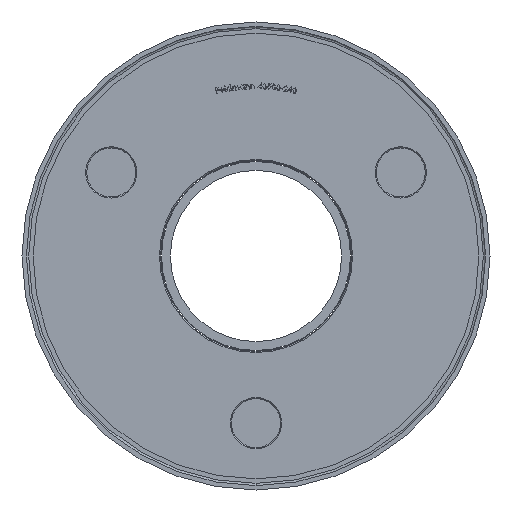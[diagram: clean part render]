
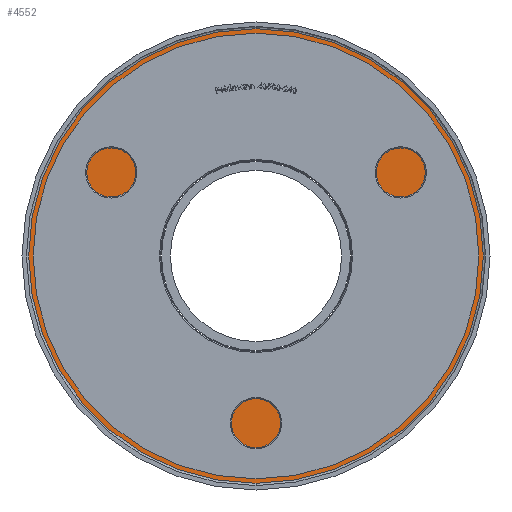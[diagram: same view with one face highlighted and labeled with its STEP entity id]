
A CAD part, front view. The second image highlights one B-rep face of the part: STEP entity #4552.
In plain terms, the highlighted planar face has unit normal (0, -1, 0).
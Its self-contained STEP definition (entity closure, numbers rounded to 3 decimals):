
#259 = EDGE_LOOP ( 'NONE', ( #7467, #7891 ) ) ;
#359 = CARTESIAN_POINT ( 'NONE',  ( 0., 24., 0. ) ) ;
#813 = CIRCLE ( 'NONE', #7362, 51. ) ;
#1234 = VERTEX_POINT ( 'NONE', #7238 ) ;
#2675 = EDGE_LOOP ( 'NONE', ( #9712, #8106 ) ) ;
#3995 = AXIS2_PLACEMENT_3D ( 'NONE', #359, #11284, #11836 ) ;
#4225 = VERTEX_POINT ( 'NONE', #8654 ) ;
#4358 = DIRECTION ( 'NONE',  ( 0., 0., -1. ) ) ;
#4552 = ADVANCED_FACE ( 'NONE', ( #5595, #8372 ), #5154, .F. ) ;
#5056 = DIRECTION ( 'NONE',  ( 0., 0., 1. ) ) ;
#5154 = PLANE ( 'NONE',  #7666 ) ;
#5335 = DIRECTION ( 'NONE',  ( 0., 0., -1. ) ) ;
#5378 = CARTESIAN_POINT ( 'NONE',  ( 0., 24., 0. ) ) ;
#5455 = VERTEX_POINT ( 'NONE', #13025 ) ;
#5595 = FACE_BOUND ( 'NONE', #2675, .T. ) ;
#7238 = CARTESIAN_POINT ( 'NONE',  ( 0., 24., 21.5 ) ) ;
#7362 = AXIS2_PLACEMENT_3D ( 'NONE', #5378, #7606, #10966 ) ;
#7467 = ORIENTED_EDGE ( 'NONE', *, *, #10342, .T. ) ;
#7597 = AXIS2_PLACEMENT_3D ( 'NONE', #13293, #9828, #4358 ) ;
#7606 = DIRECTION ( 'NONE',  ( 0., -1., 0. ) ) ;
#7636 = VERTEX_POINT ( 'NONE', #14045 ) ;
#7666 = AXIS2_PLACEMENT_3D ( 'NONE', #10636, #12964, #5056 ) ;
#7838 = EDGE_CURVE ( 'NONE', #1234, #4225, #11353, .T. ) ;
#7891 = ORIENTED_EDGE ( 'NONE', *, *, #9707, .T. ) ;
#8063 = EDGE_CURVE ( 'NONE', #4225, #1234, #11180, .T. ) ;
#8106 = ORIENTED_EDGE ( 'NONE', *, *, #7838, .F. ) ;
#8372 = FACE_OUTER_BOUND ( 'NONE', #259, .T. ) ;
#8654 = CARTESIAN_POINT ( 'NONE',  ( 0., 24., -21.5 ) ) ;
#9707 = EDGE_CURVE ( 'NONE', #5455, #7636, #14081, .T. ) ;
#9712 = ORIENTED_EDGE ( 'NONE', *, *, #8063, .F. ) ;
#9728 = CARTESIAN_POINT ( 'NONE',  ( 0., 24., 0. ) ) ;
#9828 = DIRECTION ( 'NONE',  ( 0., -1., 0. ) ) ;
#10161 = AXIS2_PLACEMENT_3D ( 'NONE', #9728, #12033, #5335 ) ;
#10342 = EDGE_CURVE ( 'NONE', #7636, #5455, #813, .T. ) ;
#10636 = CARTESIAN_POINT ( 'NONE',  ( -51., 24., 0. ) ) ;
#10966 = DIRECTION ( 'NONE',  ( 0., 0., -1. ) ) ;
#11180 = CIRCLE ( 'NONE', #10161, 21.5 ) ;
#11284 = DIRECTION ( 'NONE',  ( 0., -1., 0. ) ) ;
#11353 = CIRCLE ( 'NONE', #7597, 21.5 ) ;
#11836 = DIRECTION ( 'NONE',  ( 0., 0., -1. ) ) ;
#12033 = DIRECTION ( 'NONE',  ( 0., -1., 0. ) ) ;
#12964 = DIRECTION ( 'NONE',  ( 0., 1., 0. ) ) ;
#13025 = CARTESIAN_POINT ( 'NONE',  ( 0., 24., 51. ) ) ;
#13293 = CARTESIAN_POINT ( 'NONE',  ( 0., 24., 0. ) ) ;
#14045 = CARTESIAN_POINT ( 'NONE',  ( 0., 24., -51. ) ) ;
#14081 = CIRCLE ( 'NONE', #3995, 51. ) ;
